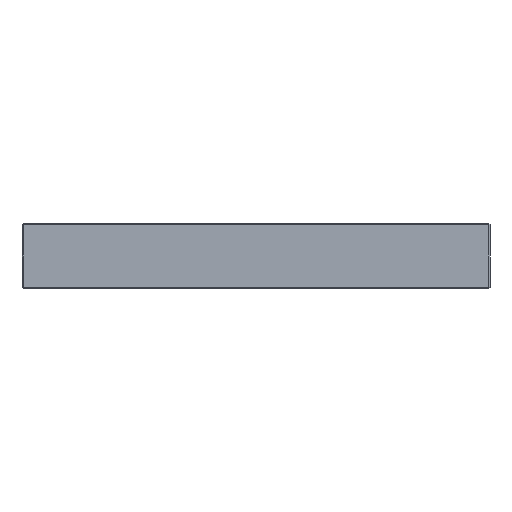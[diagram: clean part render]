
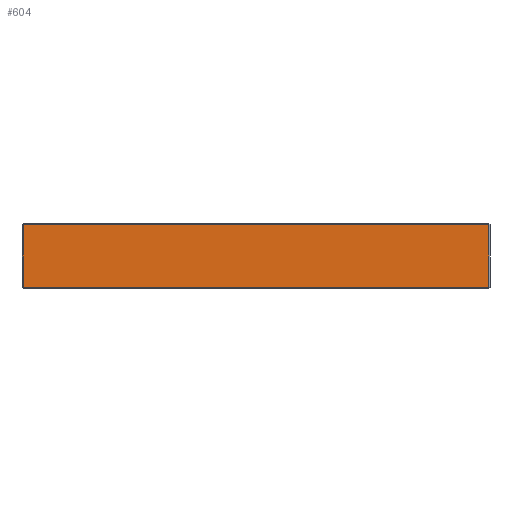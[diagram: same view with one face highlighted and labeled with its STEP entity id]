
A CAD part, front view. The second image highlights one B-rep face of the part: STEP entity #604.
In plain terms, the highlighted planar face has unit normal (0, -1, 0).
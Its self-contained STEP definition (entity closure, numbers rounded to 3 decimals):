
#550 = ORIENTED_EDGE ( 'NONE', *, *, #551, .T. ) ;
#551 = EDGE_CURVE ( 'NONE', #605, #552, #1791, .T. ) ;
#552 = VERTEX_POINT ( 'NONE', #1783 ) ;
#553 = ORIENTED_EDGE ( 'NONE', *, *, #554, .T. ) ;
#554 = EDGE_CURVE ( 'NONE', #552, #555, #1782, .T. ) ;
#555 = VERTEX_POINT ( 'NONE', #1778 ) ;
#556 = ORIENTED_EDGE ( 'NONE', *, *, #557, .T. ) ;
#557 = EDGE_CURVE ( 'NONE', #555, #558, #1777, .T. ) ;
#558 = VERTEX_POINT ( 'NONE', #1773 ) ;
#559 = ORIENTED_EDGE ( 'NONE', *, *, #560, .T. ) ;
#560 = EDGE_CURVE ( 'NONE', #558, #605, #1771, .T. ) ;
#597 = EDGE_LOOP ( 'NONE', ( #550, #553, #556, #559 ) ) ;
#604 = ADVANCED_FACE ( 'NONE', ( #1890 ), #1889, .F. ) ;
#605 = VERTEX_POINT ( 'NONE', #1884 ) ;
#1768 = DIRECTION ( 'NONE',  ( 0., 0., -1. ) ) ;
#1769 = VECTOR ( 'NONE', #1768, 1000. ) ;
#1770 = CARTESIAN_POINT ( 'NONE',  ( -89.5, -130., 25. ) ) ;
#1771 = LINE ( 'NONE', #1770, #1769 ) ;
#1773 = CARTESIAN_POINT ( 'NONE',  ( -89.5, -130., 24.5 ) ) ;
#1774 = DIRECTION ( 'NONE',  ( -1., 0., 0. ) ) ;
#1775 = VECTOR ( 'NONE', #1774, 1000. ) ;
#1776 = CARTESIAN_POINT ( 'NONE',  ( -90., -130., 24.5 ) ) ;
#1777 = LINE ( 'NONE', #1776, #1775 ) ;
#1778 = CARTESIAN_POINT ( 'NONE',  ( 89.5, -130., 24.5 ) ) ;
#1779 = DIRECTION ( 'NONE',  ( 0., 0., 1. ) ) ;
#1780 = VECTOR ( 'NONE', #1779, 1000. ) ;
#1781 = CARTESIAN_POINT ( 'NONE',  ( 89.5, -130., 25. ) ) ;
#1782 = LINE ( 'NONE', #1781, #1780 ) ;
#1783 = CARTESIAN_POINT ( 'NONE',  ( 89.5, -130., 0.5 ) ) ;
#1784 = DIRECTION ( 'NONE',  ( 1., 0., 0. ) ) ;
#1785 = VECTOR ( 'NONE', #1784, 1000. ) ;
#1786 = CARTESIAN_POINT ( 'NONE',  ( -90., -130., 0.5 ) ) ;
#1791 = LINE ( 'NONE', #1786, #1785 ) ;
#1884 = CARTESIAN_POINT ( 'NONE',  ( -89.5, -130., 0.5 ) ) ;
#1885 = DIRECTION ( 'NONE',  ( -1., 0., 0. ) ) ;
#1886 = DIRECTION ( 'NONE',  ( 0., 1., 0. ) ) ;
#1887 = CARTESIAN_POINT ( 'NONE',  ( -90., -130., 25. ) ) ;
#1888 = AXIS2_PLACEMENT_3D ( 'NONE', #1887, #1886, #1885 ) ;
#1889 = PLANE ( 'NONE',  #1888 ) ;
#1890 = FACE_OUTER_BOUND ( 'NONE', #597, .T. ) ;
